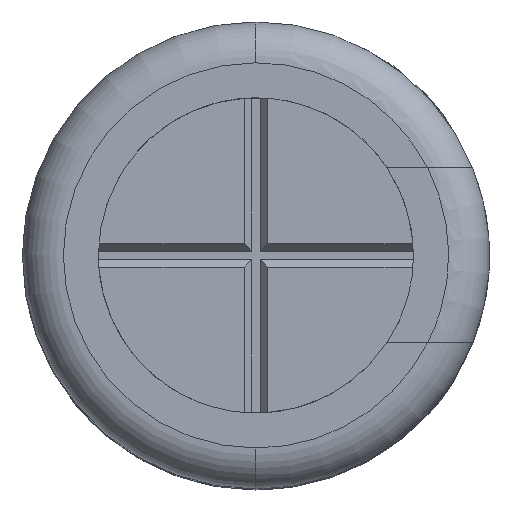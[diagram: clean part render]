
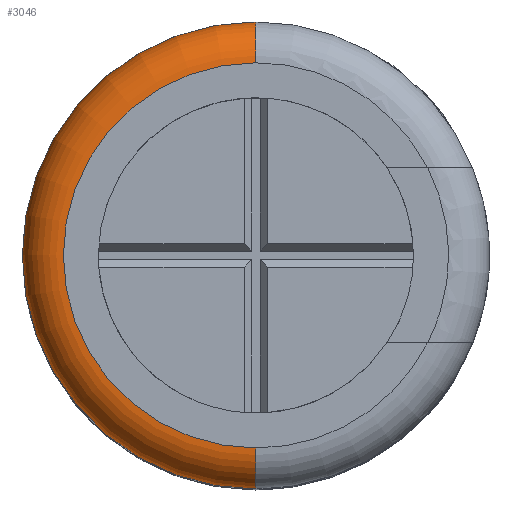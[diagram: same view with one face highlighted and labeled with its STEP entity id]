
A CAD part, top view. The second image highlights one B-rep face of the part: STEP entity #3046.
In plain terms, the highlighted toroidal (fillet/blend) face has major radius 3.3 mm and minor radius 0.7 mm.
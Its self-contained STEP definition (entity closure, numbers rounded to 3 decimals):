
#620 = CARTESIAN_POINT ( 'NONE',  ( -4., 0., 10.8 ) ) ;
#749 = AXIS2_PLACEMENT_3D ( 'NONE', #11924, #18590, #815 ) ;
#815 = DIRECTION ( 'NONE',  ( 0., -1., 0. ) ) ;
#1157 = VERTEX_POINT ( 'NONE', #14989 ) ;
#1208 = CARTESIAN_POINT ( 'NONE',  ( 0., 4., 10.8 ) ) ;
#1252 = AXIS2_PLACEMENT_3D ( 'NONE', #11318, #15751, #26758 ) ;
#1682 = AXIS2_PLACEMENT_3D ( 'NONE', #7083, #7182, #11243 ) ;
#3046 = ADVANCED_FACE ( 'NONE', ( #25672 ), #7364, .T. ) ;
#3530 = EDGE_CURVE ( 'NONE', #1157, #11874, #17992, .T. ) ;
#3771 = AXIS2_PLACEMENT_3D ( 'NONE', #25607, #14127, #8444 ) ;
#4508 = EDGE_LOOP ( 'NONE', ( #28104, #21571, #11337, #17083, #18681 ) ) ;
#7083 = CARTESIAN_POINT ( 'NONE',  ( 0., 3.3, 10.8 ) ) ;
#7182 = DIRECTION ( 'NONE',  ( 1., 0., 0. ) ) ;
#7364 = TOROIDAL_SURFACE ( 'NONE', #12504, 3.3, 0.7 ) ;
#7802 = EDGE_CURVE ( 'NONE', #20527, #25802, #15079, .T. ) ;
#8444 = DIRECTION ( 'NONE',  ( -1., 0., 0. ) ) ;
#10029 = CIRCLE ( 'NONE', #3771, 4. ) ;
#10319 = CARTESIAN_POINT ( 'NONE',  ( 0., 0., 10.8 ) ) ;
#11243 = DIRECTION ( 'NONE',  ( 0., 1., 0. ) ) ;
#11318 = CARTESIAN_POINT ( 'NONE',  ( 0., -3.3, 10.8 ) ) ;
#11337 = ORIENTED_EDGE ( 'NONE', *, *, #24414, .F. ) ;
#11807 = CARTESIAN_POINT ( 'NONE',  ( 0., -3.3, 11.5 ) ) ;
#11874 = VERTEX_POINT ( 'NONE', #11807 ) ;
#11924 = CARTESIAN_POINT ( 'NONE',  ( 0., 0., 11.5 ) ) ;
#12504 = AXIS2_PLACEMENT_3D ( 'NONE', #10319, #21053, #21142 ) ;
#14127 = DIRECTION ( 'NONE',  ( 0., 0., -1. ) ) ;
#14989 = CARTESIAN_POINT ( 'NONE',  ( 0., -4., 10.8 ) ) ;
#15079 = CIRCLE ( 'NONE', #1682, 0.7 ) ;
#15751 = DIRECTION ( 'NONE',  ( -1., 0., 0. ) ) ;
#16247 = EDGE_CURVE ( 'NONE', #11874, #25802, #16843, .T. ) ;
#16843 = CIRCLE ( 'NONE', #749, 3.3 ) ;
#17083 = ORIENTED_EDGE ( 'NONE', *, *, #3530, .T. ) ;
#17369 = CIRCLE ( 'NONE', #17509, 4. ) ;
#17509 = AXIS2_PLACEMENT_3D ( 'NONE', #23619, #28052, #21310 ) ;
#17992 = CIRCLE ( 'NONE', #1252, 0.7 ) ;
#18375 = EDGE_CURVE ( 'NONE', #28494, #20527, #10029, .T. ) ;
#18590 = DIRECTION ( 'NONE',  ( 0., 0., -1. ) ) ;
#18681 = ORIENTED_EDGE ( 'NONE', *, *, #16247, .T. ) ;
#20527 = VERTEX_POINT ( 'NONE', #1208 ) ;
#21053 = DIRECTION ( 'NONE',  ( 0., 0., 1. ) ) ;
#21142 = DIRECTION ( 'NONE',  ( 0., -1., 0. ) ) ;
#21310 = DIRECTION ( 'NONE',  ( -1., 0., 0. ) ) ;
#21571 = ORIENTED_EDGE ( 'NONE', *, *, #18375, .F. ) ;
#22293 = CARTESIAN_POINT ( 'NONE',  ( 0., 3.3, 11.5 ) ) ;
#23619 = CARTESIAN_POINT ( 'NONE',  ( 0., 0., 10.8 ) ) ;
#24414 = EDGE_CURVE ( 'NONE', #1157, #28494, #17369, .T. ) ;
#25607 = CARTESIAN_POINT ( 'NONE',  ( 0., 0., 10.8 ) ) ;
#25672 = FACE_OUTER_BOUND ( 'NONE', #4508, .T. ) ;
#25802 = VERTEX_POINT ( 'NONE', #22293 ) ;
#26758 = DIRECTION ( 'NONE',  ( 0., 0., 1. ) ) ;
#28052 = DIRECTION ( 'NONE',  ( 0., 0., -1. ) ) ;
#28104 = ORIENTED_EDGE ( 'NONE', *, *, #7802, .F. ) ;
#28494 = VERTEX_POINT ( 'NONE', #620 ) ;
